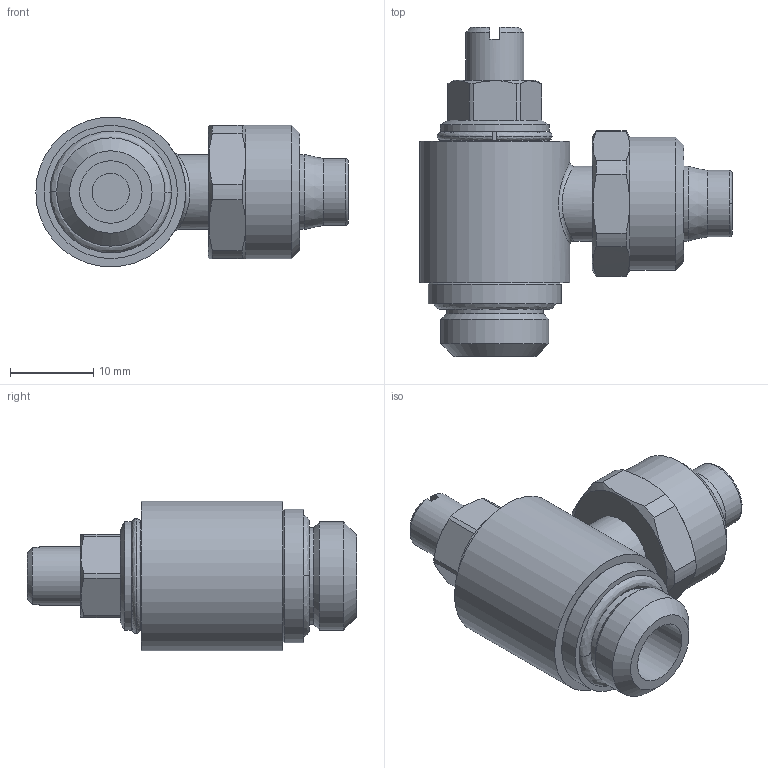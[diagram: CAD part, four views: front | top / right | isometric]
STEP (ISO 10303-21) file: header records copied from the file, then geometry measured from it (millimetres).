
FILE_DESCRIPTION( ( 'STEP AP214' ), '1' );
FILE_NAME( '04100V52.stp', '2021-04-20T07:15:43', ( 'License CC BY-ND 4.0' ), ( 'CADENAS' ), ' ', 'PARTsolutions', ' ' );
FILE_SCHEMA( ( 'AUTOMOTIVE_DESIGN { 1 0 10303 214 1 1 1 1 }' ) );
Length unit declared in the file: metre
Products named in the file (3): 04100V52; NONE
Assembly tree (2 placements, depth 2):
  04100V52
    NONE
    NONE
Bounding box: 37.5 x 39.51 x 18 mm (x, y, z)
Volume: 8808.1 mm3; surface area: 3829.7 mm2
Topology: 2 solids, 4 shells, 100 faces, 210 edges, 131 vertices
Faces by surface type: plane 41, cylinder 31, cone 18, bspline 10
Full cylindrical faces by diameter (mm): 4.5 x1, 6.5 x1, 7 x1, 7.5 x1, 8 x1, 9 x2, 11.6 x1, 11.95 x1, 13 x1, 13.05 x2, 16 x2, 18 x1
Entity records: 4026 total; most frequent: CARTESIAN_POINT 1214, DIRECTION 416, ORIENTED_EDGE 360, AXIS2_PLACEMENT_3D 188, EDGE_CURVE 180, EDGE_LOOP 138, VERTEX_POINT 126, FACE_OUTER_BOUND 115
